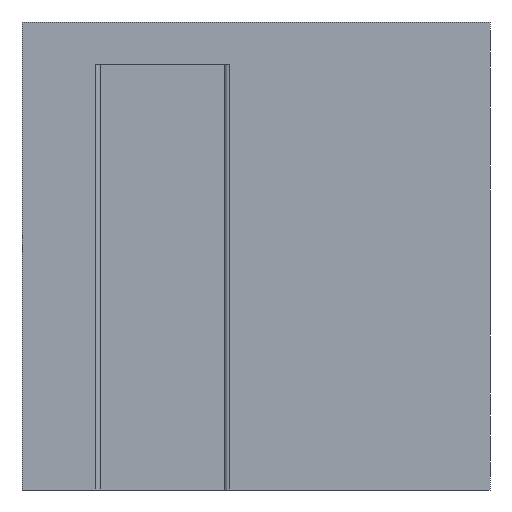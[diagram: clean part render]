
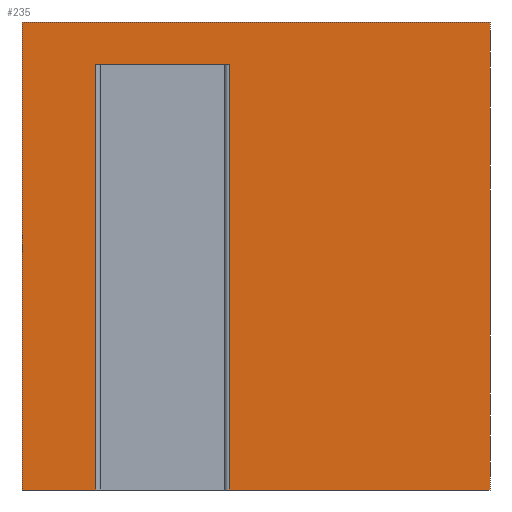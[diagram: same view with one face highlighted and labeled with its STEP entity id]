
A CAD part, front view. The second image highlights one B-rep face of the part: STEP entity #235.
In plain terms, the highlighted planar face has unit normal (0, -1, 0).
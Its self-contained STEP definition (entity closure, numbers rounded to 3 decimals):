
#235 = ADVANCED_FACE( '', ( #468 ), #469, .F. );
#468 = FACE_OUTER_BOUND( '', #692, .T. );
#469 = PLANE( '', #693 );
#692 = EDGE_LOOP( '', ( #1306, #1307, #1308, #1309, #1310, #1311, #1312, #1313 ) );
#693 = AXIS2_PLACEMENT_3D( '', #1314, #1315, #1316 );
#1306 = ORIENTED_EDGE( '', *, *, #1535, .T. );
#1307 = ORIENTED_EDGE( '', *, *, #1443, .F. );
#1308 = ORIENTED_EDGE( '', *, *, #1546, .F. );
#1309 = ORIENTED_EDGE( '', *, *, #1424, .T. );
#1310 = ORIENTED_EDGE( '', *, *, #1533, .T. );
#1311 = ORIENTED_EDGE( '', *, *, #1489, .F. );
#1312 = ORIENTED_EDGE( '', *, *, #1552, .T. );
#1313 = ORIENTED_EDGE( '', *, *, #1510, .T. );
#1314 = CARTESIAN_POINT( '', ( 0., 0., 10. ) );
#1315 = DIRECTION( '', ( 0., 1., 0. ) );
#1316 = DIRECTION( '', ( 0., 0., 1. ) );
#1424 = EDGE_CURVE( '', #1733, #1731, #1734, .T. );
#1443 = EDGE_CURVE( '', #1762, #1757, #1764, .T. );
#1489 = EDGE_CURVE( '', #1823, #1818, #1825, .T. );
#1510 = EDGE_CURVE( '', #1853, #1851, #1854, .T. );
#1533 = EDGE_CURVE( '', #1731, #1818, #1877, .T. );
#1535 = EDGE_CURVE( '', #1851, #1757, #1879, .T. );
#1546 = EDGE_CURVE( '', #1733, #1762, #1890, .T. );
#1552 = EDGE_CURVE( '', #1823, #1853, #1896, .T. );
#1731 = VERTEX_POINT( '', #2176 );
#1733 = VERTEX_POINT( '', #2179 );
#1734 = LINE( '', #2180, #2181 );
#1757 = VERTEX_POINT( '', #2212 );
#1762 = VERTEX_POINT( '', #2219 );
#1764 = LINE( '', #2222, #2223 );
#1818 = VERTEX_POINT( '', #2298 );
#1823 = VERTEX_POINT( '', #2304 );
#1825 = LINE( '', #2306, #2307 );
#1851 = VERTEX_POINT( '', #2344 );
#1853 = VERTEX_POINT( '', #2346 );
#1854 = LINE( '', #2347, #2348 );
#1877 = LINE( '', #2383, #2384 );
#1879 = LINE( '', #2387, #2388 );
#1890 = LINE( '', #2401, #2402 );
#1896 = LINE( '', #2408, #2409 );
#2176 = CARTESIAN_POINT( '', ( 0., 0., 0. ) );
#2179 = CARTESIAN_POINT( '', ( 0., 0., 10. ) );
#2180 = CARTESIAN_POINT( '', ( 0., 0., 10. ) );
#2181 = VECTOR( '', #2547, 1000. );
#2212 = CARTESIAN_POINT( '', ( 10., 0., 0. ) );
#2219 = CARTESIAN_POINT( '', ( 10., 0., 10. ) );
#2222 = CARTESIAN_POINT( '', ( 10., 0., 10. ) );
#2223 = VECTOR( '', #2577, 1000. );
#2298 = CARTESIAN_POINT( '', ( 1.577, 0., 0. ) );
#2304 = CARTESIAN_POINT( '', ( 1.577, 0., 9.1 ) );
#2306 = CARTESIAN_POINT( '', ( 1.577, 0., 9.1 ) );
#2307 = VECTOR( '', #2630, 1000. );
#2344 = CARTESIAN_POINT( '', ( 4.423, 0., 0. ) );
#2346 = CARTESIAN_POINT( '', ( 4.423, 0., 9.1 ) );
#2347 = CARTESIAN_POINT( '', ( 4.423, 0., 9.1 ) );
#2348 = VECTOR( '', #2657, 1000. );
#2383 = CARTESIAN_POINT( '', ( 0., 0., 0. ) );
#2384 = VECTOR( '', #2676, 1000. );
#2387 = CARTESIAN_POINT( '', ( 0., 0., 0. ) );
#2388 = VECTOR( '', #2678, 1000. );
#2401 = CARTESIAN_POINT( '', ( 0., 0., 10. ) );
#2402 = VECTOR( '', #2684, 1000. );
#2408 = CARTESIAN_POINT( '', ( 0., 0., 9.1 ) );
#2409 = VECTOR( '', #2688, 1000. );
#2547 = DIRECTION( '', ( 0., 0., -1. ) );
#2577 = DIRECTION( '', ( 0., 0., -1. ) );
#2630 = DIRECTION( '', ( 0., 0., -1. ) );
#2657 = DIRECTION( '', ( 0., 0., -1. ) );
#2676 = DIRECTION( '', ( 1., 0., 0. ) );
#2678 = DIRECTION( '', ( 1., 0., 0. ) );
#2684 = DIRECTION( '', ( 1., 0., 0. ) );
#2688 = DIRECTION( '', ( 1., 0., 0. ) );
